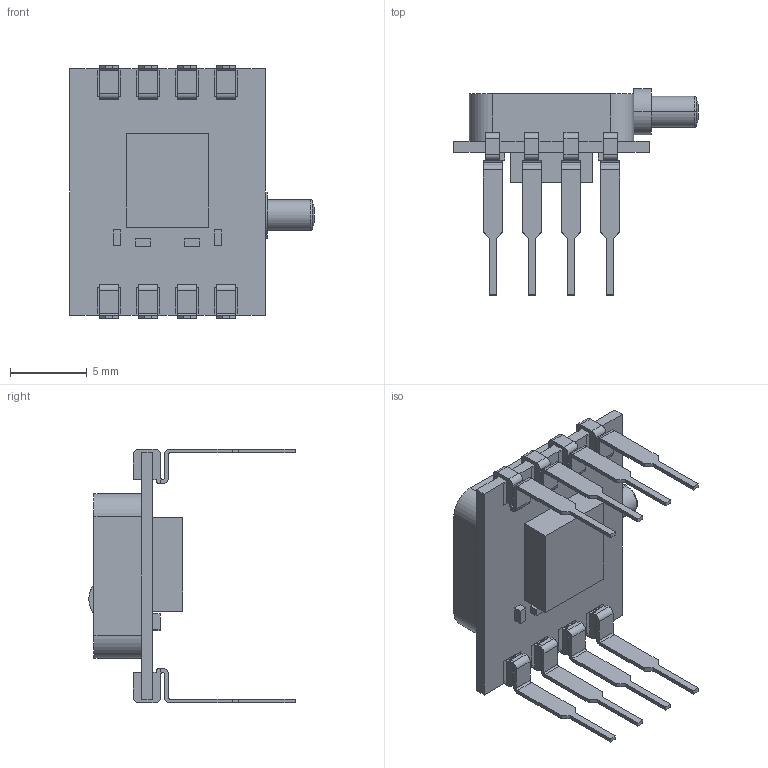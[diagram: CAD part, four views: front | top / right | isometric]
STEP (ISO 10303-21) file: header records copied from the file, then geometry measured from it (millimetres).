
FILE_DESCRIPTION (( 'STEP AP203' ), '1' );
FILE_NAME ('FNRD_STEP.STEP', '2018-04-13T19:40:06', ( 'user' ), ( '' ), 'SwSTEP 2.0', 'SolidWorks 2010', '' );
FILE_SCHEMA (( 'CONFIG_CONTROL_DESIGN' ));
Length unit declared in the file: inch
Products named in the file (1): FNRD_STEP
Bounding box: 15.89 x 13.41 x 16.51 mm (x, y, z)
Volume: 609.1 mm3; surface area: 925.7 mm2
Topology: 1 solids, 1 shells, 456 faces, 1314 edges, 868 vertices
Faces by surface type: plane 370, cylinder 82, torus 2, cone 2
Entity records: 14855 total; most frequent: CARTESIAN_POINT 2639, ORIENTED_EDGE 2628, DIRECTION 2398, EDGE_CURVE 1314, VECTOR 1144, LINE 1144, VERTEX_POINT 868, AXIS2_PLACEMENT_3D 627
